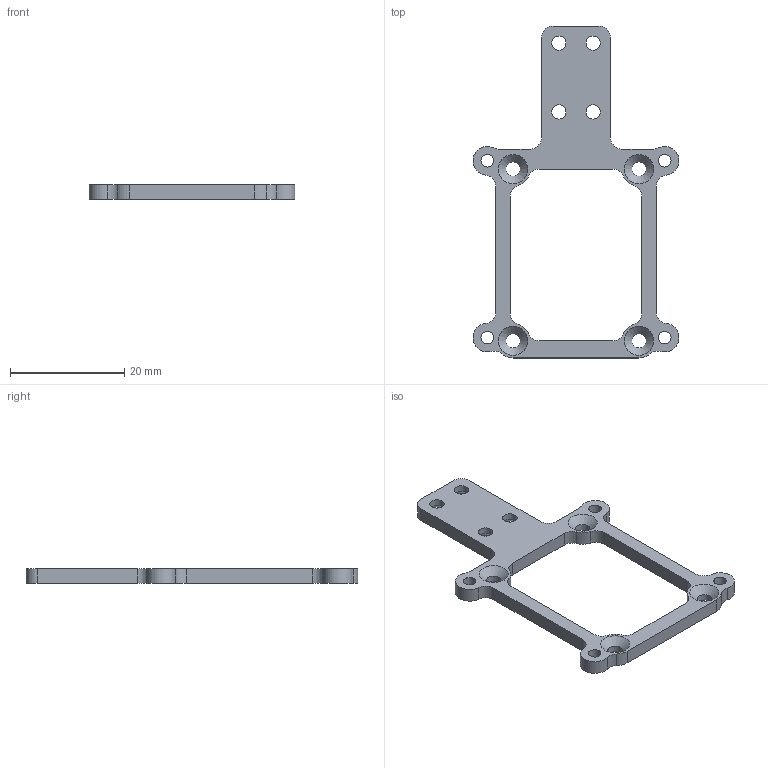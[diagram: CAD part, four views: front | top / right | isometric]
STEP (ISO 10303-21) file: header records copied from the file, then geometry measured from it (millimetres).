
FILE_DESCRIPTION(('FreeCAD Model'),'2;1');
FILE_NAME('Open CASCADE Shape Model','2024-02-28T14:57:05',(''),(''), 'Open CASCADE STEP processor 7.6','FreeCAD','Unknown');
FILE_SCHEMA(('AUTOMOTIVE_DESIGN { 1 0 10303 214 1 1 1 1 }'));
Length unit declared in the file: millimetre
Products named in the file (1): Chamfer
Bounding box: 35.99 x 58 x 2.5 mm (x, y, z)
Volume: 1534.6 mm3; surface area: 2192 mm2
Topology: 1 solids, 1 shells, 64 faces, 178 edges, 116 vertices
Faces by surface type: cylinder 40, plane 14, cone 8, bspline 2
Full cylindrical faces by diameter (mm): 2.2 x4, 2.5 x8
Entity records: 2248 total; most frequent: CARTESIAN_POINT 471, DIRECTION 384, ORIENTED_EDGE 356, EDGE_CURVE 178, AXIS2_PLACEMENT_3D 151, VERTEX_POINT 116, FACE_BOUND 90, EDGE_LOOP 90
